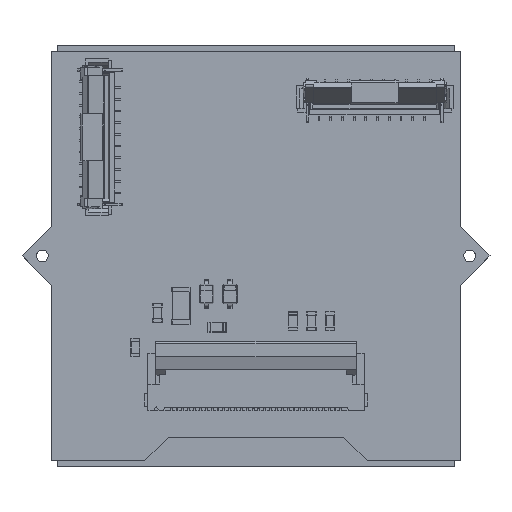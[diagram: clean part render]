
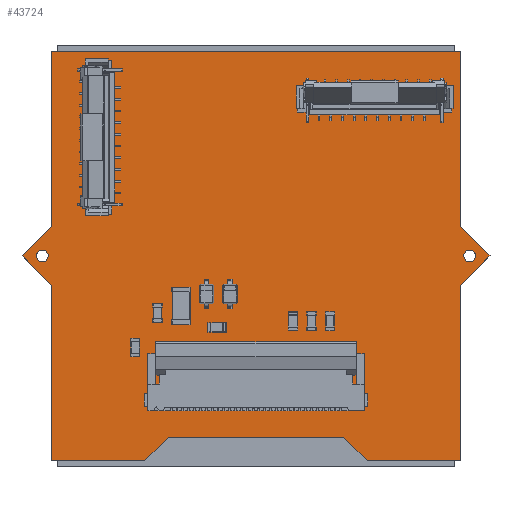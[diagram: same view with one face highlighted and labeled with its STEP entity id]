
A CAD part, top view. The second image highlights one B-rep face of the part: STEP entity #43724.
In plain terms, the highlighted planar face has unit normal (0, 0, 1).
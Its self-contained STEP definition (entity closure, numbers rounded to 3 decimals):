
#921=CIRCLE('',#46442,0.5);
#922=CIRCLE('',#46443,0.5);
#966=FACE_BOUND('',#5292,.T.);
#967=FACE_BOUND('',#5293,.T.);
#3091=FACE_OUTER_BOUND('',#5291,.T.);
#5291=EDGE_LOOP('',(#39479,#39480,#39481,#39482,#39483,#39484,#39485,#39486,
#39487,#39488,#39489,#39490,#39491,#39492));
#5292=EDGE_LOOP('',(#39493));
#5293=EDGE_LOOP('',(#39494));
#11016=LINE('',#69862,#16790);
#11019=LINE('',#69868,#16793);
#11022=LINE('',#69874,#16796);
#11034=LINE('',#69903,#16808);
#11035=LINE('',#69905,#16809);
#11036=LINE('',#69907,#16810);
#11037=LINE('',#69909,#16811);
#11038=LINE('',#69911,#16812);
#11039=LINE('',#69913,#16813);
#11040=LINE('',#69915,#16814);
#11041=LINE('',#69917,#16815);
#11042=LINE('',#69919,#16816);
#11043=LINE('',#69921,#16817);
#11044=LINE('',#69922,#16818);
#16790=VECTOR('',#57338,1.);
#16793=VECTOR('',#57343,1.);
#16796=VECTOR('',#57348,1.);
#16808=VECTOR('',#57368,1.);
#16809=VECTOR('',#57369,1.);
#16810=VECTOR('',#57370,1.);
#16811=VECTOR('',#57371,1.);
#16812=VECTOR('',#57372,1.);
#16813=VECTOR('',#57373,1.);
#16814=VECTOR('',#57374,1.);
#16815=VECTOR('',#57375,1.);
#16816=VECTOR('',#57376,1.);
#16817=VECTOR('',#57377,1.);
#16818=VECTOR('',#57378,1.);
#20926=VERTEX_POINT('',#69856);
#20928=VERTEX_POINT('',#69860);
#20930=VERTEX_POINT('',#69865);
#20932=VERTEX_POINT('',#69872);
#20945=VERTEX_POINT('',#69902);
#20946=VERTEX_POINT('',#69904);
#20947=VERTEX_POINT('',#69906);
#20948=VERTEX_POINT('',#69908);
#20949=VERTEX_POINT('',#69910);
#20950=VERTEX_POINT('',#69912);
#20951=VERTEX_POINT('',#69914);
#20952=VERTEX_POINT('',#69916);
#20953=VERTEX_POINT('',#69918);
#20954=VERTEX_POINT('',#69920);
#20955=VERTEX_POINT('',#69923);
#20956=VERTEX_POINT('',#69925);
#27114=EDGE_CURVE('',#20926,#20928,#11016,.T.);
#27117=EDGE_CURVE('',#20930,#20926,#11019,.T.);
#27120=EDGE_CURVE('',#20928,#20932,#11022,.T.);
#27134=EDGE_CURVE('',#20932,#20945,#11034,.T.);
#27135=EDGE_CURVE('',#20945,#20946,#11035,.T.);
#27136=EDGE_CURVE('',#20946,#20947,#11036,.T.);
#27137=EDGE_CURVE('',#20947,#20948,#11037,.T.);
#27138=EDGE_CURVE('',#20948,#20949,#11038,.T.);
#27139=EDGE_CURVE('',#20949,#20950,#11039,.T.);
#27140=EDGE_CURVE('',#20950,#20951,#11040,.T.);
#27141=EDGE_CURVE('',#20951,#20952,#11041,.T.);
#27142=EDGE_CURVE('',#20952,#20953,#11042,.T.);
#27143=EDGE_CURVE('',#20953,#20954,#11043,.T.);
#27144=EDGE_CURVE('',#20954,#20930,#11044,.T.);
#27145=EDGE_CURVE('',#20955,#20955,#921,.T.);
#27146=EDGE_CURVE('',#20956,#20956,#922,.T.);
#39479=ORIENTED_EDGE('',*,*,#27114,.T.);
#39480=ORIENTED_EDGE('',*,*,#27120,.T.);
#39481=ORIENTED_EDGE('',*,*,#27134,.T.);
#39482=ORIENTED_EDGE('',*,*,#27135,.T.);
#39483=ORIENTED_EDGE('',*,*,#27136,.T.);
#39484=ORIENTED_EDGE('',*,*,#27137,.T.);
#39485=ORIENTED_EDGE('',*,*,#27138,.T.);
#39486=ORIENTED_EDGE('',*,*,#27139,.T.);
#39487=ORIENTED_EDGE('',*,*,#27140,.T.);
#39488=ORIENTED_EDGE('',*,*,#27141,.T.);
#39489=ORIENTED_EDGE('',*,*,#27142,.T.);
#39490=ORIENTED_EDGE('',*,*,#27143,.T.);
#39491=ORIENTED_EDGE('',*,*,#27144,.T.);
#39492=ORIENTED_EDGE('',*,*,#27117,.T.);
#39493=ORIENTED_EDGE('',*,*,#27145,.F.);
#39494=ORIENTED_EDGE('',*,*,#27146,.F.);
#41569=PLANE('',#46441);
#43724=ADVANCED_FACE('',(#3091,#966,#967),#41569,.T.);
#46441=AXIS2_PLACEMENT_3D('',#69901,#57366,#57367);
#46442=AXIS2_PLACEMENT_3D('',#69924,#57379,#57380);
#46443=AXIS2_PLACEMENT_3D('',#69926,#57381,#57382);
#57338=DIRECTION('',(-1.,0.,0.));
#57343=DIRECTION('',(0.,1.,0.));
#57348=DIRECTION('',(0.,-1.,0.));
#57366=DIRECTION('center_axis',(0.,0.,1.));
#57367=DIRECTION('ref_axis',(1.,0.,0.));
#57368=DIRECTION('',(-0.707,-0.707,0.));
#57369=DIRECTION('',(0.707,-0.707,0.));
#57370=DIRECTION('',(0.,-1.,0.));
#57371=DIRECTION('',(1.,0.,0.));
#57372=DIRECTION('',(0.707,0.707,0.));
#57373=DIRECTION('',(1.,0.,0.));
#57374=DIRECTION('',(0.707,-0.707,0.));
#57375=DIRECTION('',(1.,0.,0.));
#57376=DIRECTION('',(0.,1.,0.));
#57377=DIRECTION('',(0.707,0.707,0.));
#57378=DIRECTION('',(-0.707,0.707,0.));
#57379=DIRECTION('center_axis',(0.,0.,1.));
#57380=DIRECTION('ref_axis',(1.,0.,0.));
#57381=DIRECTION('center_axis',(0.,0.,1.));
#57382=DIRECTION('ref_axis',(1.,0.,0.));
#69856=CARTESIAN_POINT('',(140.,-50.,1.6));
#69860=CARTESIAN_POINT('',(105.,-50.,1.6));
#69862=CARTESIAN_POINT('',(140.,-50.,1.6));
#69865=CARTESIAN_POINT('',(140.,-65.,1.6));
#69868=CARTESIAN_POINT('',(140.,-65.,1.6));
#69872=CARTESIAN_POINT('',(105.,-65.,1.6));
#69874=CARTESIAN_POINT('',(105.,-50.,1.6));
#69901=CARTESIAN_POINT('Origin',(122.5,-67.454,1.6));
#69902=CARTESIAN_POINT('',(102.5,-67.5,1.6));
#69903=CARTESIAN_POINT('',(105.,-65.,1.6));
#69904=CARTESIAN_POINT('',(105.,-70.,1.6));
#69905=CARTESIAN_POINT('',(102.5,-67.5,1.6));
#69906=CARTESIAN_POINT('',(105.,-85.,1.6));
#69907=CARTESIAN_POINT('',(105.,-70.,1.6));
#69908=CARTESIAN_POINT('',(113.,-85.,1.6));
#69909=CARTESIAN_POINT('',(105.,-85.,1.6));
#69910=CARTESIAN_POINT('',(115.,-83.,1.6));
#69911=CARTESIAN_POINT('',(113.,-85.,1.6));
#69912=CARTESIAN_POINT('',(130.,-83.,1.6));
#69913=CARTESIAN_POINT('',(115.,-83.,1.6));
#69914=CARTESIAN_POINT('',(132.,-85.,1.6));
#69915=CARTESIAN_POINT('',(130.,-83.,1.6));
#69916=CARTESIAN_POINT('',(140.,-85.,1.6));
#69917=CARTESIAN_POINT('',(132.,-85.,1.6));
#69918=CARTESIAN_POINT('',(140.,-70.,1.6));
#69919=CARTESIAN_POINT('',(140.,-85.,1.6));
#69920=CARTESIAN_POINT('',(142.5,-67.5,1.6));
#69921=CARTESIAN_POINT('',(140.,-70.,1.6));
#69922=CARTESIAN_POINT('',(142.5,-67.5,1.6));
#69923=CARTESIAN_POINT('',(140.25,-67.5,1.6));
#69924=CARTESIAN_POINT('Origin',(140.75,-67.5,1.6));
#69925=CARTESIAN_POINT('',(103.75,-67.5,1.6));
#69926=CARTESIAN_POINT('Origin',(104.25,-67.5,1.6));
